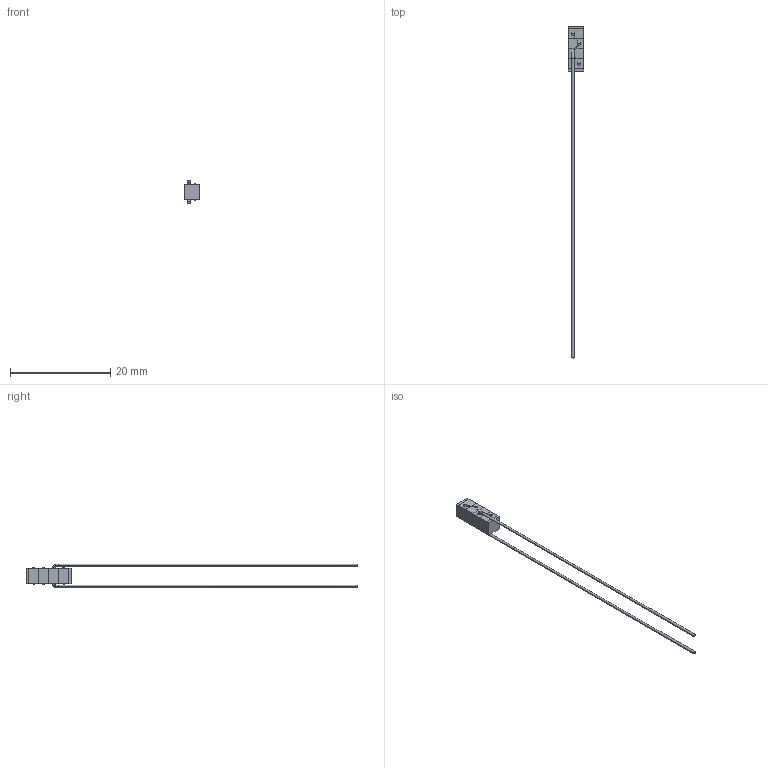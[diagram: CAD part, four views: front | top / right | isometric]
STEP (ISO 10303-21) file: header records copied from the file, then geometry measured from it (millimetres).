
FILE_DESCRIPTION (( 'STEP AP214' ), '1' );
FILE_NAME ('CTN003042.STEP', '2015-04-23T03:57:59', ( '' ), ( '' ), 'SwSTEP 2.0', 'SolidWorks 2014', '' );
FILE_SCHEMA (( 'AUTOMOTIVE_DESIGN' ));
Length unit declared in the file: millimetre
Products named in the file (1): CTN003042
Bounding box: 3 x 66.1 x 4.72 mm (x, y, z)
Volume: 105.5 mm3; surface area: 410.3 mm2
Topology: 4 solids, 4 shells, 103 faces, 258 edges, 157 vertices
Faces by surface type: plane 43, cylinder 36, sphere 16, bspline 8
Entity records: 4373 total; most frequent: CARTESIAN_POINT 1433, ORIENTED_EDGE 516, DIRECTION 464, EDGE_CURVE 258, AXIS2_PLACEMENT_3D 166, VERTEX_POINT 157, LINE 132, VECTOR 132
